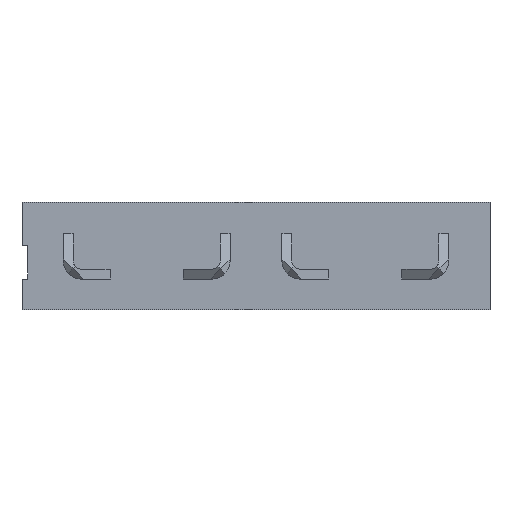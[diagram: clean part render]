
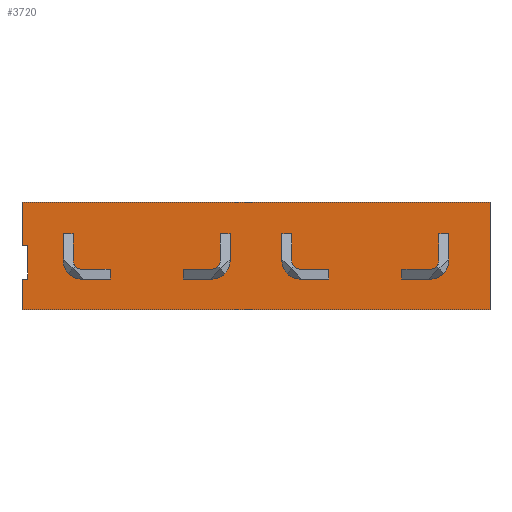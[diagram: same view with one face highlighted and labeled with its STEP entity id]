
A CAD part, front view. The second image highlights one B-rep face of the part: STEP entity #3720.
In plain terms, the highlighted planar face has unit normal (0, -1, 0).
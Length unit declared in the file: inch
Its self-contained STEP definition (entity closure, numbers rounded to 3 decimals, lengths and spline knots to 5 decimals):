
#3 = VERTEX_POINT ( 'NONE', #1031 ) ;
#61 = VECTOR ( 'NONE', #2267, 39.37008 ) ;
#64 = VECTOR ( 'NONE', #1519, 39.37008 ) ;
#276 = LINE ( 'NONE', #294, #2402 ) ;
#278 = CARTESIAN_POINT ( 'NONE',  ( -0.3703, 0., 0.017 ) ) ;
#294 = CARTESIAN_POINT ( 'NONE',  ( -0.38, 0., -0.0375 ) ) ;
#589 = DIRECTION ( 'NONE',  ( 0., 0., -1. ) ) ;
#611 = ORIENTED_EDGE ( 'NONE', *, *, #2373, .F. ) ;
#666 = LINE ( 'NONE', #916, #2415 ) ;
#752 = FACE_OUTER_BOUND ( 'NONE', #844, .T. ) ;
#812 = LINE ( 'NONE', #278, #4299 ) ;
#844 = EDGE_LOOP ( 'NONE', ( #2954, #3989, #611, #4346, #2512, #3869, #1412, #2803 ) ) ;
#879 = LINE ( 'NONE', #3870, #4474 ) ;
#916 = CARTESIAN_POINT ( 'NONE',  ( 0.38, 0., 0.0875 ) ) ;
#920 = CARTESIAN_POINT ( 'NONE',  ( -0.38, 0., -0.0375 ) ) ;
#1031 = CARTESIAN_POINT ( 'NONE',  ( -0.38, 0., 0.017 ) ) ;
#1290 = VERTEX_POINT ( 'NONE', #1579 ) ;
#1329 = DIRECTION ( 'NONE',  ( 1., 0., 0. ) ) ;
#1338 = EDGE_CURVE ( 'NONE', #3353, #2362, #276, .T. ) ;
#1412 = ORIENTED_EDGE ( 'NONE', *, *, #2673, .F. ) ;
#1519 = DIRECTION ( 'NONE',  ( 0., 0., 1. ) ) ;
#1579 = CARTESIAN_POINT ( 'NONE',  ( 0.38, 0., -0.0875 ) ) ;
#1668 = CARTESIAN_POINT ( 'NONE',  ( -0.38, 0., -0.0875 ) ) ;
#1810 = LINE ( 'NONE', #3958, #64 ) ;
#1813 = LINE ( 'NONE', #2858, #2190 ) ;
#1866 = CARTESIAN_POINT ( 'NONE',  ( 0.38, 0., 0.0875 ) ) ;
#2035 = LINE ( 'NONE', #1668, #2805 ) ;
#2044 = VERTEX_POINT ( 'NONE', #3406 ) ;
#2053 = DIRECTION ( 'NONE',  ( 0., 0., 1. ) ) ;
#2106 = EDGE_CURVE ( 'NONE', #3012, #3, #812, .T. ) ;
#2185 = LINE ( 'NONE', #3955, #61 ) ;
#2190 = VECTOR ( 'NONE', #3530, 39.37008 ) ;
#2267 = DIRECTION ( 'NONE',  ( -1., 0., 0. ) ) ;
#2319 = PLANE ( 'NONE',  #3248 ) ;
#2334 = DIRECTION ( 'NONE',  ( 0., 0., 1. ) ) ;
#2349 = EDGE_CURVE ( 'NONE', #2786, #3240, #1813, .T. ) ;
#2362 = VERTEX_POINT ( 'NONE', #3900 ) ;
#2373 = EDGE_CURVE ( 'NONE', #3, #2786, #879, .T. ) ;
#2402 = VECTOR ( 'NONE', #1329, 39.37008 ) ;
#2415 = VECTOR ( 'NONE', #589, 39.37008 ) ;
#2500 = EDGE_CURVE ( 'NONE', #1290, #2044, #2185, .T. ) ;
#2512 = ORIENTED_EDGE ( 'NONE', *, *, #3288, .F. ) ;
#2611 = EDGE_CURVE ( 'NONE', #3240, #1290, #666, .T. ) ;
#2673 = EDGE_CURVE ( 'NONE', #2044, #3353, #2035, .T. ) ;
#2786 = VERTEX_POINT ( 'NONE', #2967 ) ;
#2803 = ORIENTED_EDGE ( 'NONE', *, *, #2500, .F. ) ;
#2805 = VECTOR ( 'NONE', #2053, 39.37008 ) ;
#2858 = CARTESIAN_POINT ( 'NONE',  ( -0.38, 0., 0.0875 ) ) ;
#2954 = ORIENTED_EDGE ( 'NONE', *, *, #2611, .F. ) ;
#2967 = CARTESIAN_POINT ( 'NONE',  ( -0.38, 0., 0.0875 ) ) ;
#3012 = VERTEX_POINT ( 'NONE', #3488 ) ;
#3240 = VERTEX_POINT ( 'NONE', #1866 ) ;
#3248 = AXIS2_PLACEMENT_3D ( 'NONE', #3749, #3372, #2334 ) ;
#3288 = EDGE_CURVE ( 'NONE', #2362, #3012, #1810, .T. ) ;
#3353 = VERTEX_POINT ( 'NONE', #920 ) ;
#3372 = DIRECTION ( 'NONE',  ( 0., 1., 0. ) ) ;
#3406 = CARTESIAN_POINT ( 'NONE',  ( -0.38, 0., -0.0875 ) ) ;
#3488 = CARTESIAN_POINT ( 'NONE',  ( -0.3703, 0., 0.017 ) ) ;
#3530 = DIRECTION ( 'NONE',  ( 1., 0., 0. ) ) ;
#3720 = ADVANCED_FACE ( 'NONE', ( #752 ), #2319, .F. ) ;
#3749 = CARTESIAN_POINT ( 'NONE',  ( 0., 0., 0. ) ) ;
#3774 = DIRECTION ( 'NONE',  ( -1., 0., 0. ) ) ;
#3869 = ORIENTED_EDGE ( 'NONE', *, *, #1338, .F. ) ;
#3870 = CARTESIAN_POINT ( 'NONE',  ( -0.38, 0., 0.017 ) ) ;
#3900 = CARTESIAN_POINT ( 'NONE',  ( -0.3703, 0., -0.0375 ) ) ;
#3915 = DIRECTION ( 'NONE',  ( 0., 0., 1. ) ) ;
#3955 = CARTESIAN_POINT ( 'NONE',  ( 0.38, 0., -0.0875 ) ) ;
#3958 = CARTESIAN_POINT ( 'NONE',  ( -0.3703, 0., -0.0375 ) ) ;
#3989 = ORIENTED_EDGE ( 'NONE', *, *, #2349, .F. ) ;
#4299 = VECTOR ( 'NONE', #3774, 39.37008 ) ;
#4346 = ORIENTED_EDGE ( 'NONE', *, *, #2106, .F. ) ;
#4474 = VECTOR ( 'NONE', #3915, 39.37008 ) ;
